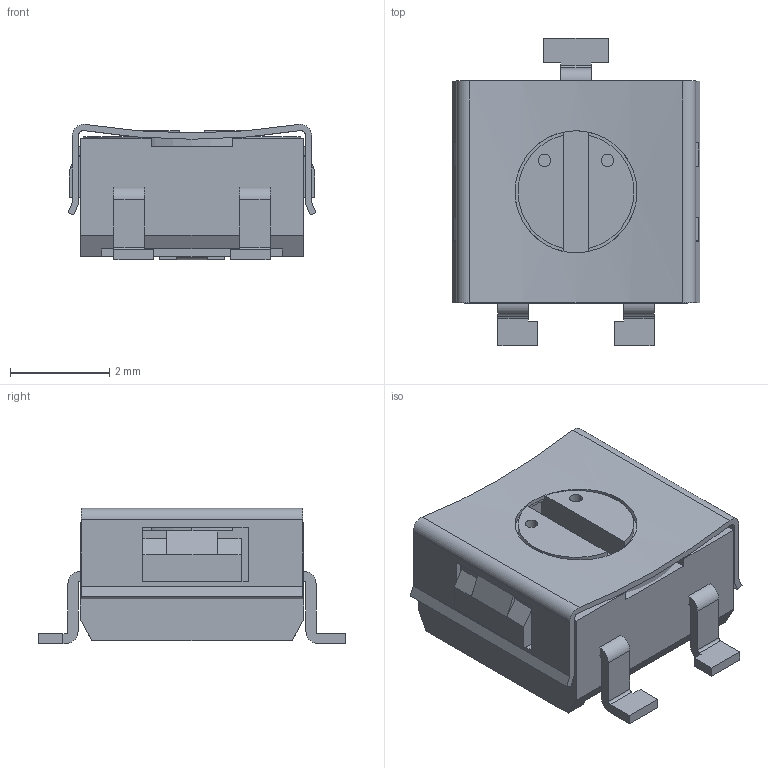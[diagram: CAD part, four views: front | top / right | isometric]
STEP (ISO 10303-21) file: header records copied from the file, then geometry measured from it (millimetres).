
FILE_DESCRIPTION((''),'2;1');
FILE_NAME('TRIM_BOURNS_3314G-1.stp','2014-03-04T11:25:55',(''),(''),'Mechanical Desktop 2011','Mechanical Desktop 2011',', , ');
FILE_SCHEMA(('AUTOMOTIVE_DESIGN { 1 2 10303 214 1 1 1 1 }'));
Length unit declared in the file: millimetre
Products named in the file (1): Product
Bounding box: 5 x 6.2 x 2.73 mm (x, y, z)
Volume: 35.1 mm3; surface area: 236.4 mm2
Topology: 6 solids, 6 shells, 171 faces, 458 edges, 306 vertices
Faces by surface type: plane 123, cylinder 40, bspline 8
Entity records: 5438 total; most frequent: CARTESIAN_POINT 1040, ORIENTED_EDGE 916, DIRECTION 858, EDGE_CURVE 458, VECTOR 370, LINE 370, VERTEX_POINT 306, AXIS2_PLACEMENT_3D 244
